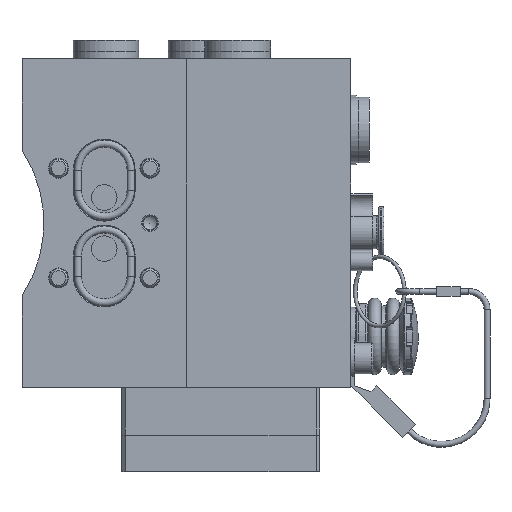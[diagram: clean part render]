
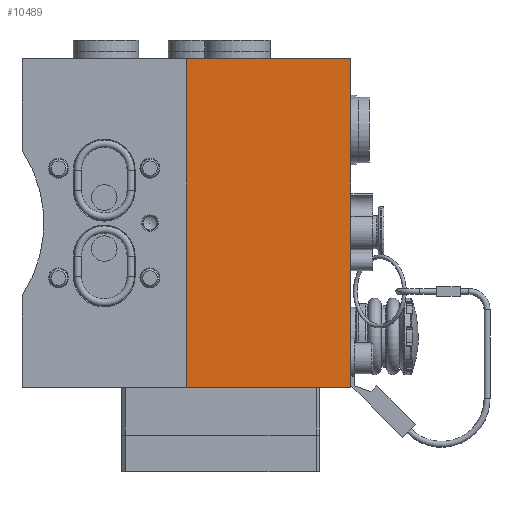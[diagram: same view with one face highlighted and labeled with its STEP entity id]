
A CAD part, front view. The second image highlights one B-rep face of the part: STEP entity #10489.
In plain terms, the highlighted planar face has unit normal (0, -1, 0).
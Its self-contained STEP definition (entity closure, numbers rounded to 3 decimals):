
#1413=ORIENTED_EDGE('',*,*,#4240,.F.);
#1414=ORIENTED_EDGE('',*,*,#4228,.F.);
#1415=ORIENTED_EDGE('',*,*,#4156,.T.);
#1416=ORIENTED_EDGE('',*,*,#4261,.T.);
#4156=EDGE_CURVE('',#5583,#5584,#6602,.T.);
#4228=EDGE_CURVE('',#5583,#5654,#6659,.T.);
#4240=EDGE_CURVE('',#5654,#5665,#6662,.T.);
#4261=EDGE_CURVE('',#5584,#5665,#6670,.T.);
#5583=VERTEX_POINT('',#16735);
#5584=VERTEX_POINT('',#16736);
#5654=VERTEX_POINT('',#16879);
#5665=VERTEX_POINT('',#16903);
#6602=LINE('',#16734,#7446);
#6659=LINE('',#16878,#7503);
#6662=LINE('',#16902,#7506);
#6670=LINE('',#16944,#7514);
#7446=VECTOR('',#13370,1000.);
#7503=VECTOR('',#13459,1000.);
#7506=VECTOR('',#13482,1000.);
#7514=VECTOR('',#13526,1000.);
#8276=EDGE_LOOP('',(#1413,#1414,#1415,#1416));
#9218=FACE_BOUND('',#8276,.T.);
#10134=PLANE('',#12023);
#10489=ADVANCED_FACE('',(#9218),#10134,.T.);
#12023=AXIS2_PLACEMENT_3D('',#16943,#13524,#13525);
#13370=DIRECTION('',(-1.,0.,0.));
#13459=DIRECTION('',(0.,0.,-1.));
#13482=DIRECTION('',(-1.,0.,0.));
#13524=DIRECTION('',(0.,-1.,0.));
#13525=DIRECTION('',(0.,0.,-1.));
#13526=DIRECTION('',(0.,0.,-1.));
#16734=CARTESIAN_POINT('',(45.,0.8,45.));
#16735=CARTESIAN_POINT('',(45.,0.8,45.));
#16736=CARTESIAN_POINT('',(0.,0.8,45.));
#16878=CARTESIAN_POINT('',(45.,0.8,45.));
#16879=CARTESIAN_POINT('',(45.,0.8,-45.));
#16902=CARTESIAN_POINT('',(45.,0.8,-45.));
#16903=CARTESIAN_POINT('',(0.,0.8,-45.));
#16943=CARTESIAN_POINT('',(45.,0.8,45.));
#16944=CARTESIAN_POINT('',(0.,0.8,45.));
